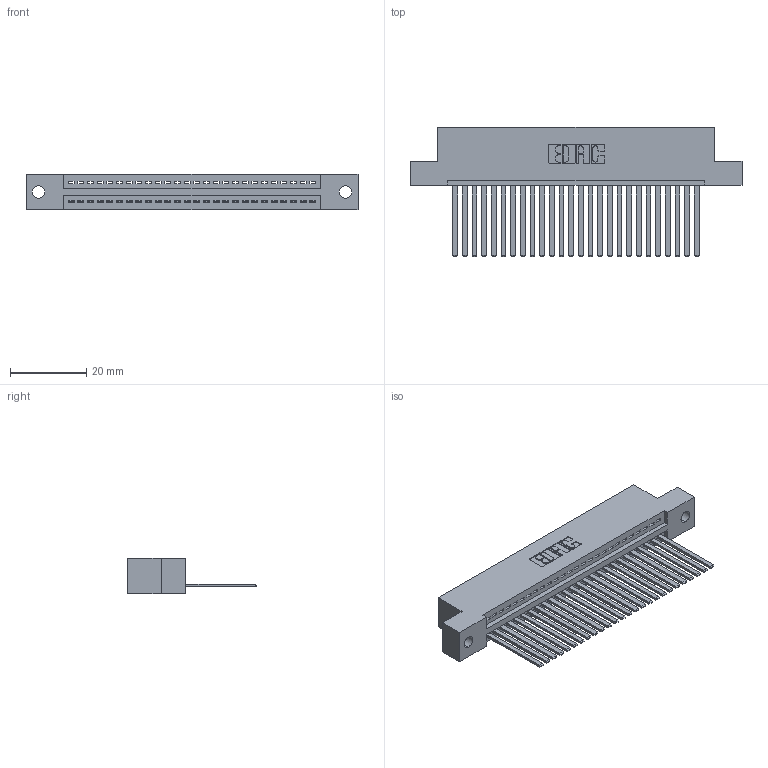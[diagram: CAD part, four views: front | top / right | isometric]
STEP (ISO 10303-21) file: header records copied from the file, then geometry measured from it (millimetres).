
FILE_DESCRIPTION (( 'STEP AP203' ), '1' );
FILE_NAME ('345-026-544-102.STEP', '2018-08-22T02:31:43', ( '' ), ( '' ), 'SwSTEP 2.0', 'SolidWorks 2016', '' );
FILE_SCHEMA (( 'CONFIG_CONTROL_DESIGN' ));
Length unit declared in the file: inch
Products named in the file (3): 345-026-544-102; 345 Part_Flush Mounting Lugs - 0.128 Dia; 345-292-001_345-293-144
Assembly tree (27 placements, depth 2):
  345-026-544-102
    345 Part_Flush Mounting Lugs - 0.128 Dia
    345-292-001_345-293-144  x26
Bounding box: 87.25 x 33.96 x 9.4 mm (x, y, z)
Volume: 8420.4 mm3; surface area: 11604.9 mm2
Topology: 27 solids, 27 shells, 1478 faces, 4449 edges, 2930 vertices
Faces by surface type: plane 1016, cylinder 462
Entity records: 21541 total; most frequent: CARTESIAN_POINT 3738, ORIENTED_EDGE 3698, DIRECTION 3285, EDGE_CURVE 1849, VECTOR 1617, LINE 1617, VERTEX_POINT 1230, AXIS2_PLACEMENT_3D 834
